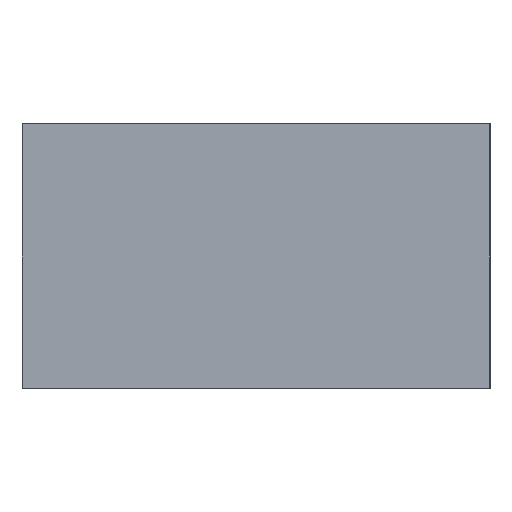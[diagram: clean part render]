
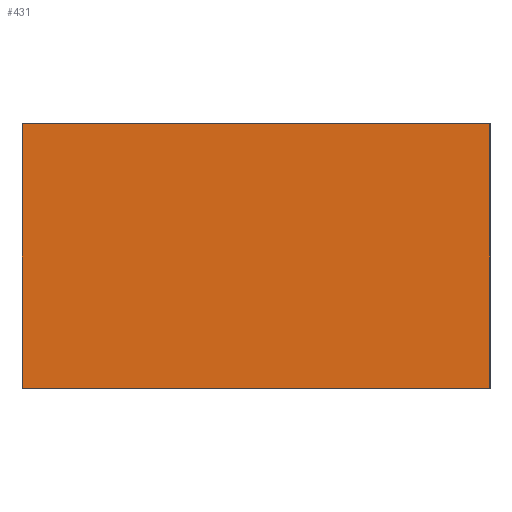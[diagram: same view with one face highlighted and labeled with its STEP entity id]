
A CAD part, left-side view. The second image highlights one B-rep face of the part: STEP entity #431.
In plain terms, the highlighted planar face has unit normal (-1, 0, 0).
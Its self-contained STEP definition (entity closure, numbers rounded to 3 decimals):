
#61=PLANE('',#461);
#79=FACE_OUTER_BOUND('',#102,.T.);
#102=EDGE_LOOP('',(#339,#340,#341,#342));
#115=LINE('',#665,#136);
#123=LINE('',#866,#144);
#129=LINE('',#877,#150);
#130=LINE('',#879,#151);
#136=VECTOR('',#474,10.);
#144=VECTOR('',#486,10.);
#150=VECTOR('',#496,10.);
#151=VECTOR('',#499,10.);
#172=VERTEX_POINT('',#663);
#173=VERTEX_POINT('',#664);
#184=VERTEX_POINT('',#865);
#187=VERTEX_POINT('',#875);
#222=EDGE_CURVE('',#172,#173,#115,.T.);
#240=EDGE_CURVE('',#172,#184,#123,.T.);
#246=EDGE_CURVE('',#173,#187,#129,.T.);
#247=EDGE_CURVE('',#184,#187,#130,.T.);
#339=ORIENTED_EDGE('',*,*,#222,.T.);
#340=ORIENTED_EDGE('',*,*,#246,.T.);
#341=ORIENTED_EDGE('',*,*,#247,.F.);
#342=ORIENTED_EDGE('',*,*,#240,.F.);
#431=ADVANCED_FACE('',(#79),#61,.T.);
#461=AXIS2_PLACEMENT_3D('',#878,#497,#498);
#474=DIRECTION('',(0.,-1.,0.));
#486=DIRECTION('',(0.,0.,1.));
#496=DIRECTION('',(0.,0.,1.));
#497=DIRECTION('center_axis',(-1.,0.,0.));
#498=DIRECTION('ref_axis',(0.,-1.,0.));
#499=DIRECTION('',(0.,-1.,0.));
#663=CARTESIAN_POINT('',(0.,460.,0.));
#664=CARTESIAN_POINT('',(0.,0.,0.));
#665=CARTESIAN_POINT('',(0.,460.,0.));
#865=CARTESIAN_POINT('',(0.,460.,260.));
#866=CARTESIAN_POINT('',(0.,460.,0.));
#875=CARTESIAN_POINT('',(0.,0.,260.));
#877=CARTESIAN_POINT('',(0.,0.,0.));
#878=CARTESIAN_POINT('Origin',(0.,460.,0.));
#879=CARTESIAN_POINT('',(0.,460.,260.));
